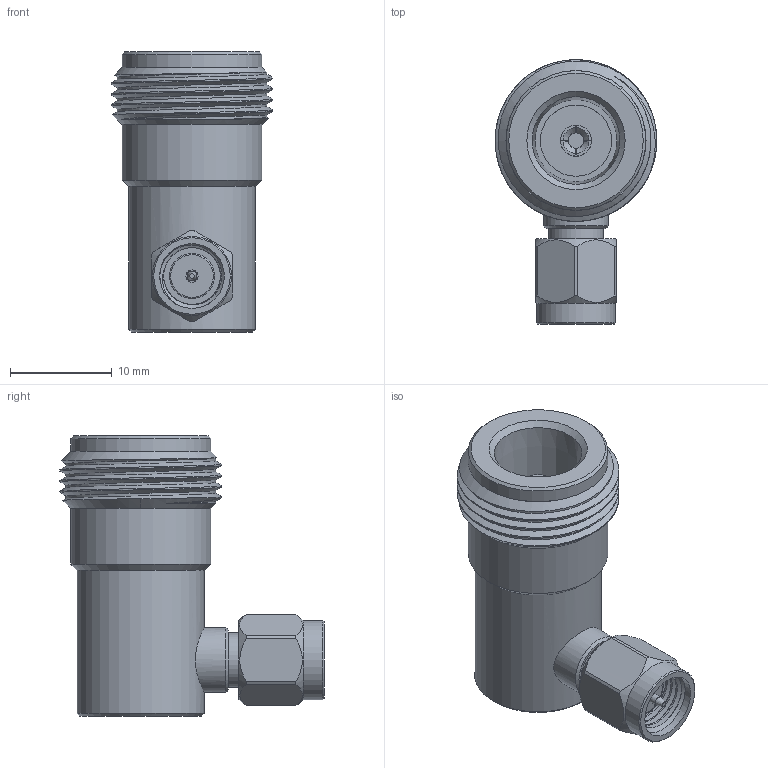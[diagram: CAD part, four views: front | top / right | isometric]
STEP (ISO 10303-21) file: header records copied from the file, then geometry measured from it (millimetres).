
FILE_DESCRIPTION (( 'STEP AP203' ), '1' );
FILE_NAME ('SM4243_3D.step', '2020-08-21T20:59:56', ( '' ), ( '' ), 'SwSTEP 2.0', 'SolidWorks 2018', '' );
FILE_SCHEMA (( 'CONFIG_CONTROL_DESIGN' ));
Length unit declared in the file: inch
Products named in the file (1): SM4243_3D
Bounding box: 15.87 x 25.94 x 27.5 mm (x, y, z)
Volume: 3739.8 mm3; surface area: 2472.8 mm2
Topology: 1 solids, 1 shells, 91 faces, 237 edges, 160 vertices
Faces by surface type: cylinder 34, plane 32, cone 18, bspline 7
Full cylindrical faces by diameter (mm): 0.94 x1, 1.194 x1, 1.524 x1, 3.048 x1, 4.445 x1, 5.334 x1, 6.35 x7, 6.985 x1, 7.762 x1, 12.446 x1, 13.716 x2
Entity records: 6056 total; most frequent: CARTESIAN_POINT 4158, ORIENTED_EDGE 398, DIRECTION 320, EDGE_CURVE 199, VERTEX_POINT 153, AXIS2_PLACEMENT_3D 143, EDGE_LOOP 122, FACE_OUTER_BOUND 99
